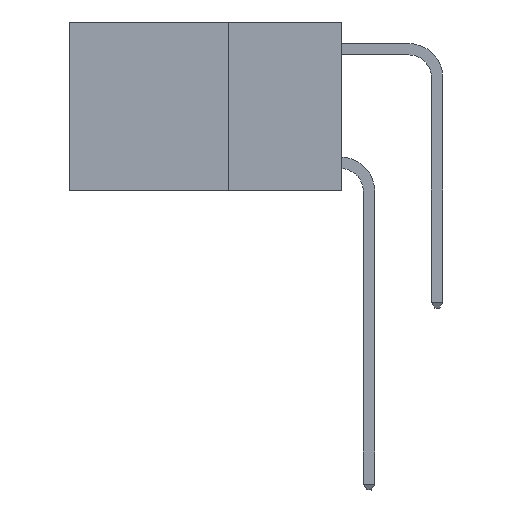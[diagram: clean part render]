
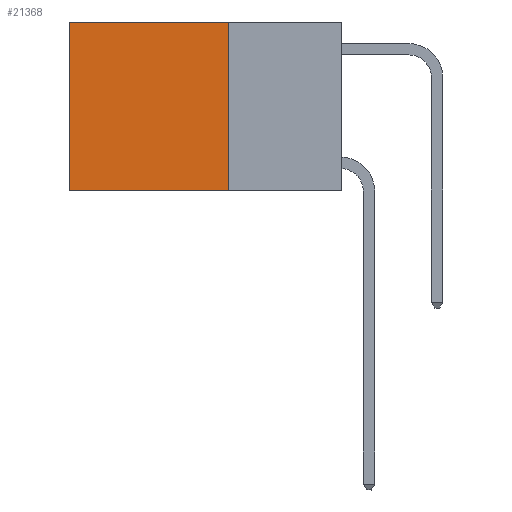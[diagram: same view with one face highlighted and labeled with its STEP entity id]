
A CAD part, left-side view. The second image highlights one B-rep face of the part: STEP entity #21368.
In plain terms, the highlighted planar face has unit normal (-1, 0, 0).
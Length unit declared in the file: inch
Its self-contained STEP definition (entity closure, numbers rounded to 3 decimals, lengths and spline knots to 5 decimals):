
#700 = ORIENTED_EDGE ( 'NONE', *, *, #15904, .T. ) ;
#1751 = VECTOR ( 'NONE', #6955, 39.37008 ) ;
#1967 = LINE ( 'NONE', #16495, #18810 ) ;
#3338 = VERTEX_POINT ( 'NONE', #6166 ) ;
#3820 = CARTESIAN_POINT ( 'NONE',  ( 0.2625, 0.6, 0. ) ) ;
#5685 = VECTOR ( 'NONE', #21819, 39.37008 ) ;
#6166 = CARTESIAN_POINT ( 'NONE',  ( 0.2625, 0.25, 0. ) ) ;
#6723 = EDGE_LOOP ( 'NONE', ( #13028, #13045, #10732, #700 ) ) ;
#6955 = DIRECTION ( 'NONE',  ( 0., 1., 0. ) ) ;
#9713 = CARTESIAN_POINT ( 'NONE',  ( 0.2625, 0.6, -0.37 ) ) ;
#9730 = DIRECTION ( 'NONE',  ( 1., 0., 0. ) ) ;
#10732 = ORIENTED_EDGE ( 'NONE', *, *, #18596, .F. ) ;
#11302 = CARTESIAN_POINT ( 'NONE',  ( 0.2625, 0.25, 0. ) ) ;
#11546 = VERTEX_POINT ( 'NONE', #3820 ) ;
#12426 = DIRECTION ( 'NONE',  ( 0., 0., -1. ) ) ;
#13028 = ORIENTED_EDGE ( 'NONE', *, *, #22320, .T. ) ;
#13045 = ORIENTED_EDGE ( 'NONE', *, *, #19785, .F. ) ;
#13418 = AXIS2_PLACEMENT_3D ( 'NONE', #18110, #9730, #26768 ) ;
#13769 = VERTEX_POINT ( 'NONE', #24934 ) ;
#15394 = CARTESIAN_POINT ( 'NONE',  ( 0.2625, 0.25, 0. ) ) ;
#15904 = EDGE_CURVE ( 'NONE', #3338, #11546, #17490, .T. ) ;
#16028 = PLANE ( 'NONE',  #13418 ) ;
#16424 = FACE_OUTER_BOUND ( 'NONE', #6723, .T. ) ;
#16495 = CARTESIAN_POINT ( 'NONE',  ( 0.2625, 0.6, 0. ) ) ;
#17238 = VERTEX_POINT ( 'NONE', #9713 ) ;
#17490 = LINE ( 'NONE', #15394, #5685 ) ;
#17869 = LINE ( 'NONE', #11302, #21804 ) ;
#18110 = CARTESIAN_POINT ( 'NONE',  ( 0.2625, 0.25, 0. ) ) ;
#18596 = EDGE_CURVE ( 'NONE', #3338, #13769, #17869, .T. ) ;
#18810 = VECTOR ( 'NONE', #12426, 39.37008 ) ;
#19269 = LINE ( 'NONE', #25701, #1751 ) ;
#19785 = EDGE_CURVE ( 'NONE', #13769, #17238, #19269, .T. ) ;
#21368 = ADVANCED_FACE ( 'NONE', ( #16424 ), #16028, .F. ) ;
#21804 = VECTOR ( 'NONE', #22199, 39.37008 ) ;
#21819 = DIRECTION ( 'NONE',  ( 0., 1., 0. ) ) ;
#22199 = DIRECTION ( 'NONE',  ( 0., 0., -1. ) ) ;
#22320 = EDGE_CURVE ( 'NONE', #11546, #17238, #1967, .T. ) ;
#24934 = CARTESIAN_POINT ( 'NONE',  ( 0.2625, 0.25, -0.37 ) ) ;
#25701 = CARTESIAN_POINT ( 'NONE',  ( 0.2625, 0.25, -0.37 ) ) ;
#26768 = DIRECTION ( 'NONE',  ( 0., 0., -1. ) ) ;
